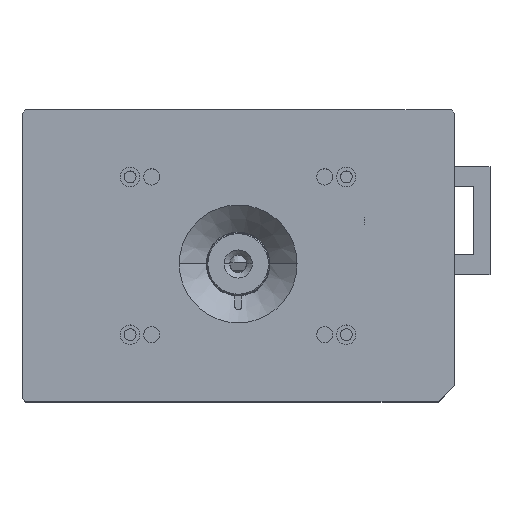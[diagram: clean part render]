
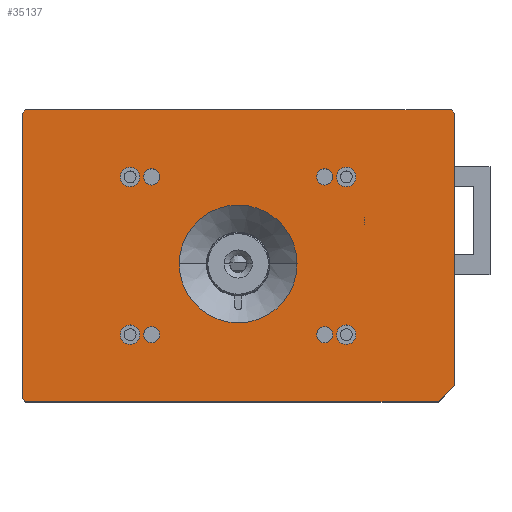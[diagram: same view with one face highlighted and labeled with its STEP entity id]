
A CAD part, top view. The second image highlights one B-rep face of the part: STEP entity #35137.
In plain terms, the highlighted planar face has unit normal (0, 0, 1).
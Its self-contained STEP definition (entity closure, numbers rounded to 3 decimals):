
#33478=DIRECTION('',(0.,1.,0.));
#33479=VECTOR('',#33478,252.);
#33480=CARTESIAN_POINT('',(200.,-120.,90.5));
#33481=LINE('',#33480,#33479);
#33482=DIRECTION('',(0.707,0.707,0.));
#33483=VECTOR('',#33482,21.213);
#33484=CARTESIAN_POINT('',(185.,-135.,90.5));
#33485=LINE('',#33484,#33483);
#33486=DIRECTION('',(1.,0.,0.));
#33487=VECTOR('',#33486,382.);
#33488=CARTESIAN_POINT('',(-197.,-135.,90.5));
#33489=LINE('',#33488,#33487);
#33490=DIRECTION('',(0.707,-0.707,0.));
#33491=VECTOR('',#33490,4.243);
#33492=CARTESIAN_POINT('',(-200.,-132.,90.5));
#33493=LINE('',#33492,#33491);
#33494=DIRECTION('',(0.,-1.,0.));
#33495=VECTOR('',#33494,264.);
#33496=CARTESIAN_POINT('',(-200.,132.,90.5));
#33497=LINE('',#33496,#33495);
#33498=DIRECTION('',(-0.707,-0.707,0.));
#33499=VECTOR('',#33498,4.243);
#33500=CARTESIAN_POINT('',(-197.,135.,90.5));
#33501=LINE('',#33500,#33499);
#33502=DIRECTION('',(-1.,0.,0.));
#33503=VECTOR('',#33502,394.);
#33504=CARTESIAN_POINT('',(197.,135.,90.5));
#33505=LINE('',#33504,#33503);
#33506=DIRECTION('',(-0.707,0.707,0.));
#33507=VECTOR('',#33506,4.243);
#33508=CARTESIAN_POINT('',(200.,132.,90.5));
#33509=LINE('',#33508,#33507);
#33510=CARTESIAN_POINT('',(0.,-7.5,90.5));
#33511=DIRECTION('',(0.,0.,-1.));
#33512=DIRECTION('',(-1.,0.,0.));
#33513=AXIS2_PLACEMENT_3D('',#33510,#33511,#33512);
#33515=CARTESIAN_POINT('',(0.,-7.5,90.5));
#33516=DIRECTION('',(0.,0.,-1.));
#33517=DIRECTION('',(1.,0.,0.));
#33518=AXIS2_PLACEMENT_3D('',#33515,#33516,#33517);
#33520=CARTESIAN_POINT('',(-80.,73.,90.5));
#33521=DIRECTION('',(0.,0.,-1.));
#33522=DIRECTION('',(-1.,0.,0.));
#33523=AXIS2_PLACEMENT_3D('',#33520,#33521,#33522);
#33525=CARTESIAN_POINT('',(-80.,73.,90.5));
#33526=DIRECTION('',(0.,0.,-1.));
#33527=DIRECTION('',(1.,0.,0.));
#33528=AXIS2_PLACEMENT_3D('',#33525,#33526,#33527);
#33530=CARTESIAN_POINT('',(-80.,-73.,90.5));
#33531=DIRECTION('',(0.,0.,-1.));
#33532=DIRECTION('',(-1.,0.,0.));
#33533=AXIS2_PLACEMENT_3D('',#33530,#33531,#33532);
#33535=CARTESIAN_POINT('',(-80.,-73.,90.5));
#33536=DIRECTION('',(0.,0.,-1.));
#33537=DIRECTION('',(1.,0.,0.));
#33538=AXIS2_PLACEMENT_3D('',#33535,#33536,#33537);
#33540=CARTESIAN_POINT('',(80.,73.,90.5));
#33541=DIRECTION('',(0.,0.,-1.));
#33542=DIRECTION('',(-1.,0.,0.));
#33543=AXIS2_PLACEMENT_3D('',#33540,#33541,#33542);
#33545=CARTESIAN_POINT('',(80.,73.,90.5));
#33546=DIRECTION('',(0.,0.,-1.));
#33547=DIRECTION('',(1.,0.,0.));
#33548=AXIS2_PLACEMENT_3D('',#33545,#33546,#33547);
#33550=CARTESIAN_POINT('',(80.,-73.,90.5));
#33551=DIRECTION('',(0.,0.,-1.));
#33552=DIRECTION('',(-1.,0.,0.));
#33553=AXIS2_PLACEMENT_3D('',#33550,#33551,#33552);
#33555=CARTESIAN_POINT('',(80.,-73.,90.5));
#33556=DIRECTION('',(0.,0.,-1.));
#33557=DIRECTION('',(1.,0.,0.));
#33558=AXIS2_PLACEMENT_3D('',#33555,#33556,#33557);
#33560=CARTESIAN_POINT('',(-100.,73.,90.5));
#33561=DIRECTION('',(0.,0.,1.));
#33562=DIRECTION('',(1.,0.,0.));
#33563=AXIS2_PLACEMENT_3D('',#33560,#33561,#33562);
#33565=CARTESIAN_POINT('',(-100.,73.,90.5));
#33566=DIRECTION('',(0.,0.,1.));
#33567=DIRECTION('',(-1.,0.,0.));
#33568=AXIS2_PLACEMENT_3D('',#33565,#33566,#33567);
#33570=CARTESIAN_POINT('',(-100.,-73.,90.5));
#33571=DIRECTION('',(0.,0.,1.));
#33572=DIRECTION('',(1.,0.,0.));
#33573=AXIS2_PLACEMENT_3D('',#33570,#33571,#33572);
#33575=CARTESIAN_POINT('',(-100.,-73.,90.5));
#33576=DIRECTION('',(0.,0.,1.));
#33577=DIRECTION('',(-1.,0.,0.));
#33578=AXIS2_PLACEMENT_3D('',#33575,#33576,#33577);
#33580=CARTESIAN_POINT('',(100.,-73.,90.5));
#33581=DIRECTION('',(0.,0.,1.));
#33582=DIRECTION('',(1.,0.,0.));
#33583=AXIS2_PLACEMENT_3D('',#33580,#33581,#33582);
#33585=CARTESIAN_POINT('',(100.,-73.,90.5));
#33586=DIRECTION('',(0.,0.,1.));
#33587=DIRECTION('',(-1.,0.,0.));
#33588=AXIS2_PLACEMENT_3D('',#33585,#33586,#33587);
#33590=CARTESIAN_POINT('',(100.,73.,90.5));
#33591=DIRECTION('',(0.,0.,1.));
#33592=DIRECTION('',(1.,0.,0.));
#33593=AXIS2_PLACEMENT_3D('',#33590,#33591,#33592);
#33595=CARTESIAN_POINT('',(100.,73.,90.5));
#33596=DIRECTION('',(0.,0.,1.));
#33597=DIRECTION('',(-1.,0.,0.));
#33598=AXIS2_PLACEMENT_3D('',#33595,#33596,#33597);
#34572=CARTESIAN_POINT('',(200.,-120.,90.5));
#34573=CARTESIAN_POINT('',(200.,132.,90.5));
#34574=VERTEX_POINT('',#34572);
#34575=VERTEX_POINT('',#34573);
#34576=CARTESIAN_POINT('',(197.,135.,90.5));
#34577=VERTEX_POINT('',#34576);
#34578=CARTESIAN_POINT('',(-197.,135.,90.5));
#34579=VERTEX_POINT('',#34578);
#34580=CARTESIAN_POINT('',(-200.,132.,90.5));
#34581=VERTEX_POINT('',#34580);
#34582=CARTESIAN_POINT('',(-200.,-132.,90.5));
#34583=VERTEX_POINT('',#34582);
#34584=CARTESIAN_POINT('',(-197.,-135.,90.5));
#34585=VERTEX_POINT('',#34584);
#34586=CARTESIAN_POINT('',(185.,-135.,90.5));
#34587=VERTEX_POINT('',#34586);
#34688=CARTESIAN_POINT('',(-54.5,-7.5,90.5));
#34689=CARTESIAN_POINT('',(54.5,-7.5,90.5));
#34690=VERTEX_POINT('',#34688);
#34691=VERTEX_POINT('',#34689);
#34736=CARTESIAN_POINT('',(-87.5,73.,90.5));
#34737=CARTESIAN_POINT('',(-72.5,73.,90.5));
#34738=VERTEX_POINT('',#34736);
#34739=VERTEX_POINT('',#34737);
#34740=CARTESIAN_POINT('',(-87.5,-73.,90.5));
#34741=CARTESIAN_POINT('',(-72.5,-73.,90.5));
#34742=VERTEX_POINT('',#34740);
#34743=VERTEX_POINT('',#34741);
#34744=CARTESIAN_POINT('',(72.5,73.,90.5));
#34745=CARTESIAN_POINT('',(87.5,73.,90.5));
#34746=VERTEX_POINT('',#34744);
#34747=VERTEX_POINT('',#34745);
#34748=CARTESIAN_POINT('',(72.5,-73.,90.5));
#34749=CARTESIAN_POINT('',(87.5,-73.,90.5));
#34750=VERTEX_POINT('',#34748);
#34751=VERTEX_POINT('',#34749);
#34800=CARTESIAN_POINT('',(-91.,73.,90.5));
#34801=CARTESIAN_POINT('',(-109.,73.,90.5));
#34802=VERTEX_POINT('',#34800);
#34803=VERTEX_POINT('',#34801);
#34804=CARTESIAN_POINT('',(-91.,-73.,90.5));
#34805=CARTESIAN_POINT('',(-109.,-73.,90.5));
#34806=VERTEX_POINT('',#34804);
#34807=VERTEX_POINT('',#34805);
#34808=CARTESIAN_POINT('',(109.,-73.,90.5));
#34809=CARTESIAN_POINT('',(91.,-73.,90.5));
#34810=VERTEX_POINT('',#34808);
#34811=VERTEX_POINT('',#34809);
#34812=CARTESIAN_POINT('',(109.,73.,90.5));
#34813=CARTESIAN_POINT('',(91.,73.,90.5));
#34814=VERTEX_POINT('',#34812);
#34815=VERTEX_POINT('',#34813);
#35062=CARTESIAN_POINT('',(0.,0.,90.5));
#35063=DIRECTION('',(0.,0.,1.));
#35064=DIRECTION('',(1.,0.,0.));
#35065=AXIS2_PLACEMENT_3D('',#35062,#35063,#35064);
#35066=PLANE('',#35065);
#35067=ORIENTED_EDGE('',*,*,#34981,.F.);
#35069=ORIENTED_EDGE('',*,*,#35068,.F.);
#35071=ORIENTED_EDGE('',*,*,#35070,.F.);
#35073=ORIENTED_EDGE('',*,*,#35072,.F.);
#35075=ORIENTED_EDGE('',*,*,#35074,.F.);
#35077=ORIENTED_EDGE('',*,*,#35076,.F.);
#35079=ORIENTED_EDGE('',*,*,#35078,.F.);
#35080=ORIENTED_EDGE('',*,*,#35041,.F.);
#35081=EDGE_LOOP('',(#35067,#35069,#35071,#35073,#35075,#35077,#35079,#35080));
#35082=FACE_OUTER_BOUND('',#35081,.F.);
#35084=ORIENTED_EDGE('',*,*,#35083,.F.);
#35086=ORIENTED_EDGE('',*,*,#35085,.F.);
#35087=EDGE_LOOP('',(#35084,#35086));
#35088=FACE_BOUND('',#35087,.F.);
#35090=ORIENTED_EDGE('',*,*,#35089,.F.);
#35092=ORIENTED_EDGE('',*,*,#35091,.F.);
#35093=EDGE_LOOP('',(#35090,#35092));
#35094=FACE_BOUND('',#35093,.F.);
#35096=ORIENTED_EDGE('',*,*,#35095,.F.);
#35098=ORIENTED_EDGE('',*,*,#35097,.F.);
#35099=EDGE_LOOP('',(#35096,#35098));
#35100=FACE_BOUND('',#35099,.F.);
#35102=ORIENTED_EDGE('',*,*,#35101,.F.);
#35104=ORIENTED_EDGE('',*,*,#35103,.F.);
#35105=EDGE_LOOP('',(#35102,#35104));
#35106=FACE_BOUND('',#35105,.F.);
#35108=ORIENTED_EDGE('',*,*,#35107,.F.);
#35110=ORIENTED_EDGE('',*,*,#35109,.F.);
#35111=EDGE_LOOP('',(#35108,#35110));
#35112=FACE_BOUND('',#35111,.F.);
#35114=ORIENTED_EDGE('',*,*,#35113,.T.);
#35116=ORIENTED_EDGE('',*,*,#35115,.T.);
#35117=EDGE_LOOP('',(#35114,#35116));
#35118=FACE_BOUND('',#35117,.F.);
#35120=ORIENTED_EDGE('',*,*,#35119,.T.);
#35122=ORIENTED_EDGE('',*,*,#35121,.T.);
#35123=EDGE_LOOP('',(#35120,#35122));
#35124=FACE_BOUND('',#35123,.F.);
#35126=ORIENTED_EDGE('',*,*,#35125,.T.);
#35128=ORIENTED_EDGE('',*,*,#35127,.T.);
#35129=EDGE_LOOP('',(#35126,#35128));
#35130=FACE_BOUND('',#35129,.F.);
#35132=ORIENTED_EDGE('',*,*,#35131,.T.);
#35134=ORIENTED_EDGE('',*,*,#35133,.T.);
#35135=EDGE_LOOP('',(#35132,#35134));
#35136=FACE_BOUND('',#35135,.F.);
#35137=ADVANCED_FACE('',(#35082,#35088,#35094,#35100,#35106,#35112,#35118,
#35124,#35130,#35136),#35066,.T.);
#33514=CIRCLE('',#33513,54.5);
#33519=CIRCLE('',#33518,54.5);
#33524=CIRCLE('',#33523,7.5);
#33529=CIRCLE('',#33528,7.5);
#33534=CIRCLE('',#33533,7.5);
#33539=CIRCLE('',#33538,7.5);
#33544=CIRCLE('',#33543,7.5);
#33549=CIRCLE('',#33548,7.5);
#33554=CIRCLE('',#33553,7.5);
#33559=CIRCLE('',#33558,7.5);
#33564=CIRCLE('',#33563,9.);
#33569=CIRCLE('',#33568,9.);
#33574=CIRCLE('',#33573,9.);
#33579=CIRCLE('',#33578,9.);
#33584=CIRCLE('',#33583,9.);
#33589=CIRCLE('',#33588,9.);
#33594=CIRCLE('',#33593,9.);
#33599=CIRCLE('',#33598,9.);
#34981=EDGE_CURVE('',#34574,#34575,#33481,.T.);
#35041=EDGE_CURVE('',#34575,#34577,#33509,.T.);
#35068=EDGE_CURVE('',#34587,#34574,#33485,.T.);
#35070=EDGE_CURVE('',#34585,#34587,#33489,.T.);
#35072=EDGE_CURVE('',#34583,#34585,#33493,.T.);
#35074=EDGE_CURVE('',#34581,#34583,#33497,.T.);
#35076=EDGE_CURVE('',#34579,#34581,#33501,.T.);
#35078=EDGE_CURVE('',#34577,#34579,#33505,.T.);
#35083=EDGE_CURVE('',#34690,#34691,#33514,.T.);
#35085=EDGE_CURVE('',#34691,#34690,#33519,.T.);
#35089=EDGE_CURVE('',#34738,#34739,#33524,.T.);
#35091=EDGE_CURVE('',#34739,#34738,#33529,.T.);
#35095=EDGE_CURVE('',#34742,#34743,#33534,.T.);
#35097=EDGE_CURVE('',#34743,#34742,#33539,.T.);
#35101=EDGE_CURVE('',#34746,#34747,#33544,.T.);
#35103=EDGE_CURVE('',#34747,#34746,#33549,.T.);
#35107=EDGE_CURVE('',#34750,#34751,#33554,.T.);
#35109=EDGE_CURVE('',#34751,#34750,#33559,.T.);
#35113=EDGE_CURVE('',#34802,#34803,#33564,.T.);
#35115=EDGE_CURVE('',#34803,#34802,#33569,.T.);
#35119=EDGE_CURVE('',#34806,#34807,#33574,.T.);
#35121=EDGE_CURVE('',#34807,#34806,#33579,.T.);
#35125=EDGE_CURVE('',#34810,#34811,#33584,.T.);
#35127=EDGE_CURVE('',#34811,#34810,#33589,.T.);
#35131=EDGE_CURVE('',#34814,#34815,#33594,.T.);
#35133=EDGE_CURVE('',#34815,#34814,#33599,.T.);
